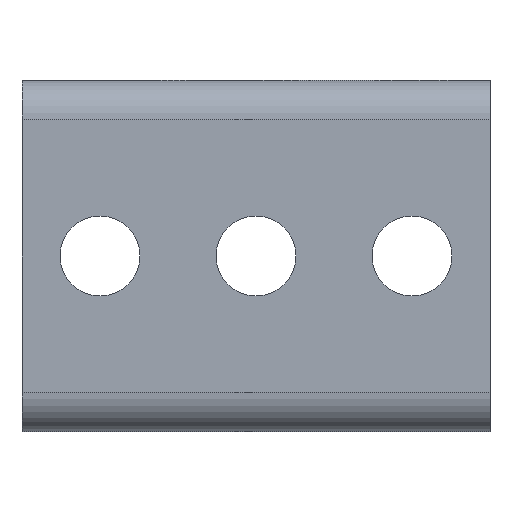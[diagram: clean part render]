
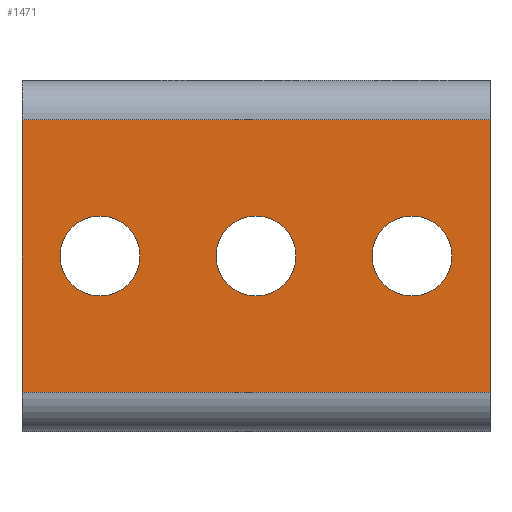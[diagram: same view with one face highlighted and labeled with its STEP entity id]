
A CAD part, front view. The second image highlights one B-rep face of the part: STEP entity #1471.
In plain terms, the highlighted planar face has unit normal (0, -1, 0).
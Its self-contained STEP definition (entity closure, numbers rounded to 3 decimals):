
#22 = EDGE_CURVE ( 'NONE', #1152, #188, #1494, .T. ) ;
#40 = DIRECTION ( 'NONE',  ( 0., -1., 0. ) ) ;
#54 = ORIENTED_EDGE ( 'NONE', *, *, #22, .T. ) ;
#79 = VERTEX_POINT ( 'NONE', #950 ) ;
#138 = DIRECTION ( 'NONE',  ( 0., 0., -1. ) ) ;
#188 = VERTEX_POINT ( 'NONE', #1465 ) ;
#196 = CARTESIAN_POINT ( 'NONE',  ( 12., 0., 7. ) ) ;
#242 = VERTEX_POINT ( 'NONE', #500 ) ;
#285 = CIRCLE ( 'NONE', #1531, 2.05 ) ;
#287 = EDGE_CURVE ( 'NONE', #1187, #1127, #600, .T. ) ;
#297 = AXIS2_PLACEMENT_3D ( 'NONE', #464, #1595, #620 ) ;
#300 = FACE_BOUND ( 'NONE', #1256, .T. ) ;
#338 = CARTESIAN_POINT ( 'NONE',  ( 8., 0., -2.05 ) ) ;
#357 = CARTESIAN_POINT ( 'NONE',  ( -12., 0., 9. ) ) ;
#373 = DIRECTION ( 'NONE',  ( 1., 0., 0. ) ) ;
#413 = ORIENTED_EDGE ( 'NONE', *, *, #892, .F. ) ;
#417 = CARTESIAN_POINT ( 'NONE',  ( -12., 0., 7. ) ) ;
#462 = VECTOR ( 'NONE', #1812, 1000. ) ;
#464 = CARTESIAN_POINT ( 'NONE',  ( 0., 0., 0. ) ) ;
#500 = CARTESIAN_POINT ( 'NONE',  ( 8., 0., 2.05 ) ) ;
#503 = EDGE_LOOP ( 'NONE', ( #1570, #54, #1313, #753 ) ) ;
#514 = DIRECTION ( 'NONE',  ( 0., -1., 0. ) ) ;
#519 = CIRCLE ( 'NONE', #1813, 2.05 ) ;
#586 = VERTEX_POINT ( 'NONE', #1619 ) ;
#600 = CIRCLE ( 'NONE', #1193, 2.05 ) ;
#616 = VECTOR ( 'NONE', #373, 1000. ) ;
#620 = DIRECTION ( 'NONE',  ( 0., 0., -1. ) ) ;
#624 = EDGE_CURVE ( 'NONE', #1079, #242, #852, .T. ) ;
#666 = FACE_BOUND ( 'NONE', #717, .T. ) ;
#668 = CARTESIAN_POINT ( 'NONE',  ( 8., 0., 0. ) ) ;
#673 = CARTESIAN_POINT ( 'NONE',  ( -8., 0., 2.05 ) ) ;
#717 = EDGE_LOOP ( 'NONE', ( #1348, #1109 ) ) ;
#753 = ORIENTED_EDGE ( 'NONE', *, *, #1874, .T. ) ;
#788 = VECTOR ( 'NONE', #2090, 1000. ) ;
#833 = DIRECTION ( 'NONE',  ( 0., 0., -1. ) ) ;
#852 = CIRCLE ( 'NONE', #1567, 2.05 ) ;
#862 = CARTESIAN_POINT ( 'NONE',  ( 0., 0., 2.05 ) ) ;
#892 = EDGE_CURVE ( 'NONE', #1127, #1187, #285, .T. ) ;
#900 = LINE ( 'NONE', #357, #462 ) ;
#908 = DIRECTION ( 'NONE',  ( 0., -1., 0. ) ) ;
#917 = DIRECTION ( 'NONE',  ( 0., -1., 0. ) ) ;
#950 = CARTESIAN_POINT ( 'NONE',  ( -12., 0., 7. ) ) ;
#956 = EDGE_CURVE ( 'NONE', #1723, #586, #1579, .T. ) ;
#960 = CIRCLE ( 'NONE', #1317, 2.05 ) ;
#980 = EDGE_CURVE ( 'NONE', #1126, #188, #1364, .T. ) ;
#992 = CARTESIAN_POINT ( 'NONE',  ( 8., 0., 0. ) ) ;
#1079 = VERTEX_POINT ( 'NONE', #338 ) ;
#1085 = DIRECTION ( 'NONE',  ( 0., -1., 0. ) ) ;
#1092 = VECTOR ( 'NONE', #1108, 1000. ) ;
#1106 = EDGE_CURVE ( 'NONE', #242, #1079, #519, .T. ) ;
#1108 = DIRECTION ( 'NONE',  ( 0., 0., -1. ) ) ;
#1109 = ORIENTED_EDGE ( 'NONE', *, *, #1512, .F. ) ;
#1126 = VERTEX_POINT ( 'NONE', #196 ) ;
#1127 = VERTEX_POINT ( 'NONE', #673 ) ;
#1128 = EDGE_CURVE ( 'NONE', #79, #1152, #900, .T. ) ;
#1146 = ORIENTED_EDGE ( 'NONE', *, *, #624, .F. ) ;
#1152 = VERTEX_POINT ( 'NONE', #1664 ) ;
#1155 = DIRECTION ( 'NONE',  ( 0., 0., -1. ) ) ;
#1187 = VERTEX_POINT ( 'NONE', #1841 ) ;
#1193 = AXIS2_PLACEMENT_3D ( 'NONE', #1488, #514, #1653 ) ;
#1213 = AXIS2_PLACEMENT_3D ( 'NONE', #1395, #908, #2057 ) ;
#1227 = LINE ( 'NONE', #417, #788 ) ;
#1256 = EDGE_LOOP ( 'NONE', ( #413, #1730 ) ) ;
#1313 = ORIENTED_EDGE ( 'NONE', *, *, #980, .F. ) ;
#1317 = AXIS2_PLACEMENT_3D ( 'NONE', #1904, #917, #2070 ) ;
#1348 = ORIENTED_EDGE ( 'NONE', *, *, #956, .F. ) ;
#1364 = LINE ( 'NONE', #1589, #1092 ) ;
#1395 = CARTESIAN_POINT ( 'NONE',  ( -12., 0., 9. ) ) ;
#1465 = CARTESIAN_POINT ( 'NONE',  ( 12., 0., -7. ) ) ;
#1471 = ADVANCED_FACE ( 'NONE', ( #1919, #666, #300, #1480 ), #1893, .T. ) ;
#1480 = FACE_OUTER_BOUND ( 'NONE', #503, .T. ) ;
#1488 = CARTESIAN_POINT ( 'NONE',  ( -8., 0., 0. ) ) ;
#1494 = LINE ( 'NONE', #1912, #616 ) ;
#1512 = EDGE_CURVE ( 'NONE', #586, #1723, #960, .T. ) ;
#1531 = AXIS2_PLACEMENT_3D ( 'NONE', #2075, #1085, #138 ) ;
#1533 = ORIENTED_EDGE ( 'NONE', *, *, #1106, .F. ) ;
#1567 = AXIS2_PLACEMENT_3D ( 'NONE', #668, #1810, #833 ) ;
#1570 = ORIENTED_EDGE ( 'NONE', *, *, #1128, .T. ) ;
#1579 = CIRCLE ( 'NONE', #297, 2.05 ) ;
#1589 = CARTESIAN_POINT ( 'NONE',  ( 12., 0., 9. ) ) ;
#1595 = DIRECTION ( 'NONE',  ( 0., -1., 0. ) ) ;
#1619 = CARTESIAN_POINT ( 'NONE',  ( 0., 0., -2.05 ) ) ;
#1653 = DIRECTION ( 'NONE',  ( 0., 0., -1. ) ) ;
#1664 = CARTESIAN_POINT ( 'NONE',  ( -12., 0., -7. ) ) ;
#1723 = VERTEX_POINT ( 'NONE', #862 ) ;
#1726 = EDGE_LOOP ( 'NONE', ( #1533, #1146 ) ) ;
#1730 = ORIENTED_EDGE ( 'NONE', *, *, #287, .F. ) ;
#1810 = DIRECTION ( 'NONE',  ( 0., -1., 0. ) ) ;
#1812 = DIRECTION ( 'NONE',  ( 0., 0., -1. ) ) ;
#1813 = AXIS2_PLACEMENT_3D ( 'NONE', #992, #40, #1155 ) ;
#1841 = CARTESIAN_POINT ( 'NONE',  ( -8., 0., -2.05 ) ) ;
#1874 = EDGE_CURVE ( 'NONE', #1126, #79, #1227, .T. ) ;
#1893 = PLANE ( 'NONE',  #1213 ) ;
#1904 = CARTESIAN_POINT ( 'NONE',  ( 0., 0., 0. ) ) ;
#1912 = CARTESIAN_POINT ( 'NONE',  ( -12., 0., -7. ) ) ;
#1919 = FACE_BOUND ( 'NONE', #1726, .T. ) ;
#2057 = DIRECTION ( 'NONE',  ( 0., 0., -1. ) ) ;
#2070 = DIRECTION ( 'NONE',  ( 0., 0., -1. ) ) ;
#2075 = CARTESIAN_POINT ( 'NONE',  ( -8., 0., 0. ) ) ;
#2090 = DIRECTION ( 'NONE',  ( -1., 0., 0. ) ) ;
